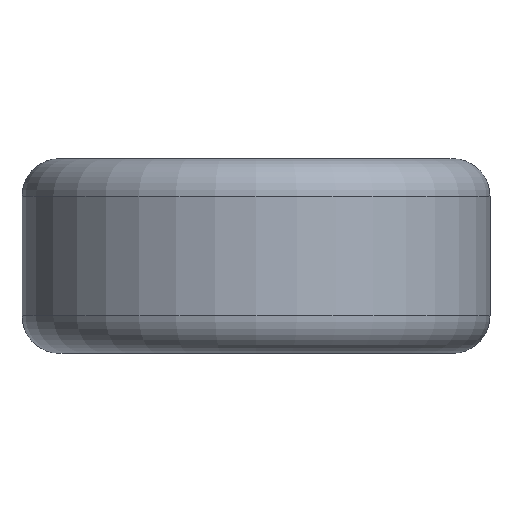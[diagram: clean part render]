
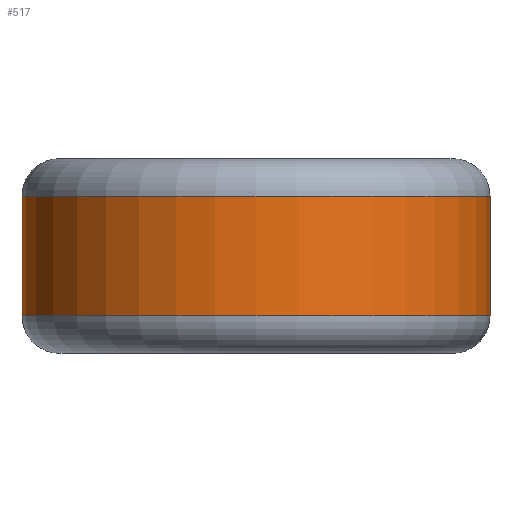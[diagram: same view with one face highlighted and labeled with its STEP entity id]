
A CAD part, front view. The second image highlights one B-rep face of the part: STEP entity #517.
In plain terms, the highlighted cylindrical face has radius 6.25 mm (diameter 12.5 mm), a partial arc.
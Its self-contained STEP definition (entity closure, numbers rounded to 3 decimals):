
#286=VERTEX_POINT('NONE',#287);
#287=CARTESIAN_POINT('',(-6.25,0.0,1.6));
#330=EDGE_CURVE('NONE',#286,#331,#333,.F.);
#331=VERTEX_POINT('NONE',#332);
#332=CARTESIAN_POINT('',(6.25,0.,1.6));
#333=CIRCLE('',#334,6.25);
#334=AXIS2_PLACEMENT_3D('',#335,#336,#337);
#335=CARTESIAN_POINT('',(0.0,0.0,1.6));
#336=DIRECTION('',(0.0,0.0,-1.0));
#337=DIRECTION('',(1.0,0.0,0.0));
#373=VERTEX_POINT('NONE',#374);
#374=CARTESIAN_POINT('',(-6.25,0.0,-1.6));
#426=VERTEX_POINT('NONE',#427);
#427=CARTESIAN_POINT('',(6.25,0.,-1.6));
#434=EDGE_CURVE('NONE',#426,#373,#435,.F.);
#435=CIRCLE('',#436,6.25);
#436=AXIS2_PLACEMENT_3D('',#437,#438,#439);
#437=CARTESIAN_POINT('',(0.0,0.0,-1.6));
#438=DIRECTION('',(0.0,0.0,1.0));
#439=DIRECTION('',(1.0,0.0,0.0));
#456=EDGE_CURVE('NONE',#331,#426,#457,.T.);
#457=LINE('',#458,#459);
#458=CARTESIAN_POINT('',(6.25,0.,2.6));
#459=VECTOR('',#460,1.0);
#460=DIRECTION('',(0.0,0.0,-1.0));
#488=EDGE_CURVE('NONE',#373,#286,#489,.F.);
#489=LINE('',#490,#491);
#490=CARTESIAN_POINT('',(-6.25,0.0,2.6));
#491=VECTOR('',#492,1.0);
#492=DIRECTION('',(0.0,0.0,-1.0));
#517=ADVANCED_FACE('NONE',(#518),#524,.T.);
#518=FACE_BOUND('NONE',#519,.T.);
#519=EDGE_LOOP('',(#520,#521,#522,#523));
#520=ORIENTED_EDGE('',*,*,#456,.F.);
#521=ORIENTED_EDGE('',*,*,#330,.F.);
#522=ORIENTED_EDGE('',*,*,#488,.F.);
#523=ORIENTED_EDGE('',*,*,#434,.F.);
#524=CYLINDRICAL_SURFACE('',#525,6.25);
#525=AXIS2_PLACEMENT_3D('',#526,#527,#528);
#526=CARTESIAN_POINT('',(0.0,0.0,2.6));
#527=DIRECTION('',(0.0,0.0,-1.0));
#528=DIRECTION('',(-1.0,0.0,0.0));
